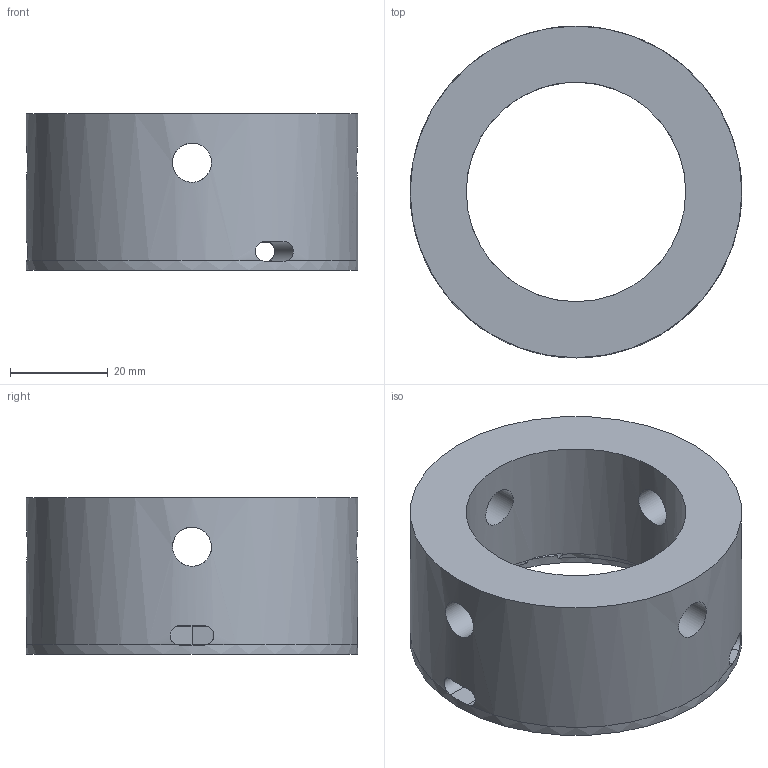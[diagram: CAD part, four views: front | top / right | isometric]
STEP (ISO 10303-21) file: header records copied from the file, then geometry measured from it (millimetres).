
FILE_DESCRIPTION(('FreeCAD Model'),'2;1');
FILE_NAME('Open CASCADE Shape Model','2024-12-13T10:26:15',(''),(''), 'Open CASCADE STEP processor 7.6','FreeCAD','Unknown');
FILE_SCHEMA(('AUTOMOTIVE_DESIGN { 1 0 10303 214 1 1 1 1 }'));
Length unit declared in the file: millimetre
Products named in the file (1): Тіло
Bounding box: 68 x 68 x 32 mm (x, y, z)
Volume: 58461.2 mm3; surface area: 16633.2 mm2
Topology: 1 solids, 1 shells, 32 faces, 119 edges, 81 vertices
Faces by surface type: cylinder 18, plane 14
Full cylindrical faces by diameter (mm): 8 x4, 45 x1, 55 x1, 68 x2
Entity records: 2190 total; most frequent: CARTESIAN_POINT 1186, ORIENTED_EDGE 238, DIRECTION 173, EDGE_CURVE 119, VERTEX_POINT 81, AXIS2_PLACEMENT_3D 69, B_SPLINE_CURVE_WITH_KNOTS 48, FACE_BOUND 40
